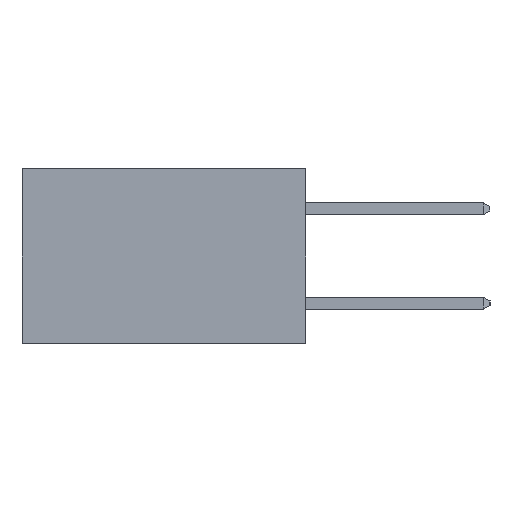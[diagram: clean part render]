
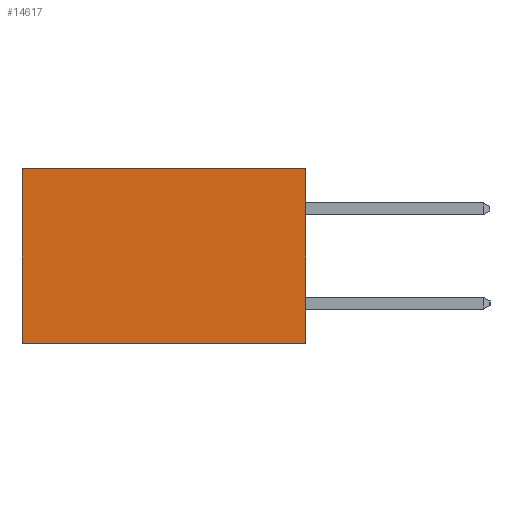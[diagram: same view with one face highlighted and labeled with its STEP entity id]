
A CAD part, left-side view. The second image highlights one B-rep face of the part: STEP entity #14617.
In plain terms, the highlighted planar face has unit normal (-1, 0, 0).
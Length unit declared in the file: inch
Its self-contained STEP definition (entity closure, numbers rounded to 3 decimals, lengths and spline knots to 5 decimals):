
#378 = VERTEX_POINT ( 'NONE', #15897 ) ;
#999 = DIRECTION ( 'NONE',  ( 0., 1., 0. ) ) ;
#1011 = VERTEX_POINT ( 'NONE', #11573 ) ;
#1062 = ORIENTED_EDGE ( 'NONE', *, *, #8890, .T. ) ;
#1152 = CARTESIAN_POINT ( 'NONE',  ( 0.2615, 0., -0.37 ) ) ;
#1499 = PLANE ( 'NONE',  #10541 ) ;
#2528 = CARTESIAN_POINT ( 'NONE',  ( 0.2615, 0.6, 0. ) ) ;
#2819 = DIRECTION ( 'NONE',  ( 0., 0., -1. ) ) ;
#3147 = VECTOR ( 'NONE', #15058, 39.37008 ) ;
#4228 = ORIENTED_EDGE ( 'NONE', *, *, #9689, .T. ) ;
#4822 = EDGE_CURVE ( 'NONE', #1011, #12791, #6552, .T. ) ;
#5733 = VECTOR ( 'NONE', #6648, 39.37008 ) ;
#6234 = LINE ( 'NONE', #1152, #15900 ) ;
#6552 = LINE ( 'NONE', #9420, #5733 ) ;
#6648 = DIRECTION ( 'NONE',  ( 0., 0., -1. ) ) ;
#6710 = CARTESIAN_POINT ( 'NONE',  ( 0.2615, 0., -0.37 ) ) ;
#7554 = DIRECTION ( 'NONE',  ( 0., 1., 0. ) ) ;
#7655 = CARTESIAN_POINT ( 'NONE',  ( 0.2615, 0., 0. ) ) ;
#8227 = VECTOR ( 'NONE', #7554, 39.37008 ) ;
#8333 = CARTESIAN_POINT ( 'NONE',  ( 0.2615, 0., -0.37 ) ) ;
#8890 = EDGE_CURVE ( 'NONE', #13775, #378, #16257, .T. ) ;
#9420 = CARTESIAN_POINT ( 'NONE',  ( 0.2615, 0., -0.37 ) ) ;
#9689 = EDGE_CURVE ( 'NONE', #1011, #13775, #11669, .T. ) ;
#9836 = ORIENTED_EDGE ( 'NONE', *, *, #4822, .F. ) ;
#10374 = FACE_OUTER_BOUND ( 'NONE', #14299, .T. ) ;
#10541 = AXIS2_PLACEMENT_3D ( 'NONE', #6710, #10644, #2819 ) ;
#10644 = DIRECTION ( 'NONE',  ( 1., 0., 0. ) ) ;
#11136 = EDGE_CURVE ( 'NONE', #12791, #378, #6234, .T. ) ;
#11573 = CARTESIAN_POINT ( 'NONE',  ( 0.2615, 0., 0. ) ) ;
#11669 = LINE ( 'NONE', #7655, #8227 ) ;
#11984 = ORIENTED_EDGE ( 'NONE', *, *, #11136, .F. ) ;
#12791 = VERTEX_POINT ( 'NONE', #8333 ) ;
#13775 = VERTEX_POINT ( 'NONE', #2528 ) ;
#14299 = EDGE_LOOP ( 'NONE', ( #1062, #11984, #9836, #4228 ) ) ;
#14617 = ADVANCED_FACE ( 'NONE', ( #10374 ), #1499, .F. ) ;
#14797 = CARTESIAN_POINT ( 'NONE',  ( 0.2615, 0.6, -0.37 ) ) ;
#15058 = DIRECTION ( 'NONE',  ( 0., 0., -1. ) ) ;
#15897 = CARTESIAN_POINT ( 'NONE',  ( 0.2615, 0.6, -0.37 ) ) ;
#15900 = VECTOR ( 'NONE', #999, 39.37008 ) ;
#16257 = LINE ( 'NONE', #14797, #3147 ) ;
